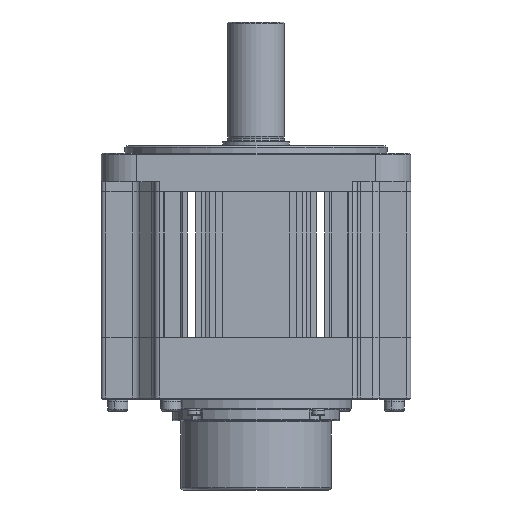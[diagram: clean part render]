
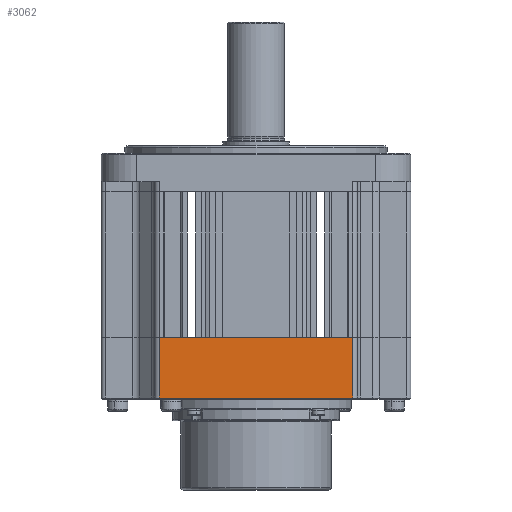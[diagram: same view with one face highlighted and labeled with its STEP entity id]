
A CAD part, front view. The second image highlights one B-rep face of the part: STEP entity #3062.
In plain terms, the highlighted planar face has unit normal (0, -1, 0).
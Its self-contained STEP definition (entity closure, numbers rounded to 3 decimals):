
#1470 = VERTEX_POINT ( 'NONE', #34686 ) ;
#2499 = DIRECTION ( 'NONE',  ( 0., 0., -1. ) ) ;
#3062 = ADVANCED_FACE ( 'NONE', ( #9211 ), #33820, .F. ) ;
#3070 = CARTESIAN_POINT ( 'NONE',  ( -43.258, -67.465, 38.3 ) ) ;
#4971 = DIRECTION ( 'NONE',  ( 1., 0., 0. ) ) ;
#5059 = CARTESIAN_POINT ( 'NONE',  ( -43.258, -67.465, 63.8 ) ) ;
#5448 = VECTOR ( 'NONE', #6162, 1000. ) ;
#6162 = DIRECTION ( 'NONE',  ( -1., 0., 0. ) ) ;
#7125 = VECTOR ( 'NONE', #12105, 1000. ) ;
#7677 = EDGE_CURVE ( 'NONE', #1470, #26832, #12686, .T. ) ;
#8824 = ORIENTED_EDGE ( 'NONE', *, *, #34437, .F. ) ;
#9211 = FACE_OUTER_BOUND ( 'NONE', #13325, .T. ) ;
#9736 = ORIENTED_EDGE ( 'NONE', *, *, #16060, .F. ) ;
#12105 = DIRECTION ( 'NONE',  ( 0., 0., 1. ) ) ;
#12686 = LINE ( 'NONE', #5059, #36273 ) ;
#13022 = LINE ( 'NONE', #20988, #36611 ) ;
#13325 = EDGE_LOOP ( 'NONE', ( #37329, #8824, #14692, #9736 ) ) ;
#13682 = LINE ( 'NONE', #3070, #5448 ) ;
#14692 = ORIENTED_EDGE ( 'NONE', *, *, #7677, .F. ) ;
#15352 = LINE ( 'NONE', #24394, #7125 ) ;
#16060 = EDGE_CURVE ( 'NONE', #23128, #1470, #15352, .T. ) ;
#16140 = DIRECTION ( 'NONE',  ( -1., 0., 0. ) ) ;
#16781 = CARTESIAN_POINT ( 'NONE',  ( 39.742, -67.465, 63.8 ) ) ;
#20988 = CARTESIAN_POINT ( 'NONE',  ( 39.742, -67.465, 66.3 ) ) ;
#21965 = AXIS2_PLACEMENT_3D ( 'NONE', #33251, #32551, #16140 ) ;
#23128 = VERTEX_POINT ( 'NONE', #25123 ) ;
#23297 = VERTEX_POINT ( 'NONE', #35041 ) ;
#23726 = EDGE_CURVE ( 'NONE', #23297, #23128, #13682, .T. ) ;
#24394 = CARTESIAN_POINT ( 'NONE',  ( -41.258, -67.465, 66.3 ) ) ;
#25123 = CARTESIAN_POINT ( 'NONE',  ( -41.258, -67.465, 38.3 ) ) ;
#26832 = VERTEX_POINT ( 'NONE', #16781 ) ;
#32551 = DIRECTION ( 'NONE',  ( 0., 1., 0. ) ) ;
#33251 = CARTESIAN_POINT ( 'NONE',  ( -43.258, -67.465, 66.3 ) ) ;
#33820 = PLANE ( 'NONE',  #21965 ) ;
#34437 = EDGE_CURVE ( 'NONE', #26832, #23297, #13022, .T. ) ;
#34686 = CARTESIAN_POINT ( 'NONE',  ( -41.258, -67.465, 63.8 ) ) ;
#35041 = CARTESIAN_POINT ( 'NONE',  ( 39.742, -67.465, 38.3 ) ) ;
#36273 = VECTOR ( 'NONE', #4971, 1000. ) ;
#36611 = VECTOR ( 'NONE', #2499, 1000. ) ;
#37329 = ORIENTED_EDGE ( 'NONE', *, *, #23726, .F. ) ;
